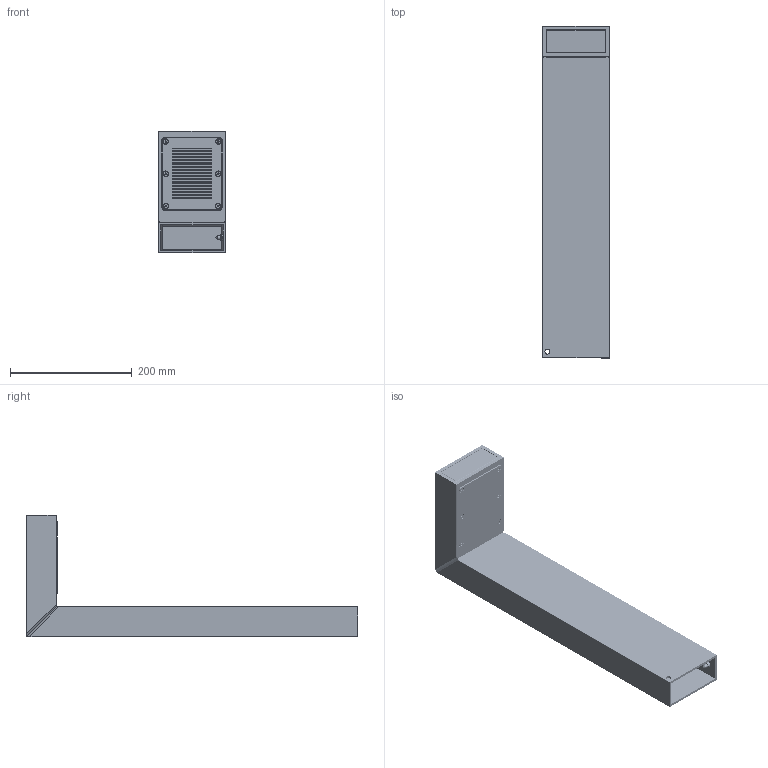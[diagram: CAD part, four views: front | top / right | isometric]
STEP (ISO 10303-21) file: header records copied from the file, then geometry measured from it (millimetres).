
FILE_DESCRIPTION (( 'STEP AP203' ), '1' );
FILE_NAME ('Asker bollard 1310.STEP', '2021-08-24T09:27:13', ( '' ), ( '' ), 'SwSTEP 2.0', 'SolidWorks 2020', '' );
FILE_SCHEMA (( 'CONFIG_CONTROL_DESIGN' ));
Length unit declared in the file: millimetre
Products named in the file (11): M97W2_KSZT110x50x2_rs_M97W2_550 st.4; M97W2_KSZT110x50x2 Poz_rs_845 Osram Cube-obr｢bka; M97W2_S³upek góra_rs_845 Osram Cube; Asker bollard 1310; M97W2_Zaœlepka_rs_Cube zasl_w3; socket set screw cone point_din_DIN 914 - M6 x 16-N; M97W2_Szybka_rs_Cube w3; M97W2_S³upek_rs_M97W2_550 ; WKR STOZ IMB M4x_rs_x08; M97W2_Bla wzma kpl_rs; TUL M6_rs
Assembly tree (15 placements, depth 4):
  Asker bollard 1310
    M97W2_S³upek_rs_M97W2_550 
      M97W2_S³upek góra_rs_845 Osram Cube
        M97W2_KSZT110x50x2 Poz_rs_845 Osram Cube-obr｢bka
        M97W2_Zaœlepka_rs_Cube zasl_w3
      M97W2_Bla wzma kpl_rs
        TUL M6_rs
      M97W2_KSZT110x50x2_rs_M97W2_550 st.4
      socket set screw cone point_din_DIN 914 - M6 x 16-N
    M97W2_Szybka_rs_Cube w3
    WKR STOZ IMB M4x_rs_x08  x6
Bounding box: 110 x 545 x 200 mm (x, y, z)
Volume: 940203.7 mm3; surface area: 457951.8 mm2
Topology: 12 solids, 12 shells, 2206 faces, 8299 edges, 5177 vertices
Faces by surface type: sphere 1890, plane 162, cylinder 98, cone 56
Entity records: 60222 total; most frequent: DIRECTION 12411, CARTESIAN_POINT 9602, ORIENTED_EDGE 8542, AXIS2_PLACEMENT_3D 6052, EDGE_CURVE 4271, CIRCLE 3940, VERTEX_POINT 3147, EDGE_LOOP 3082
